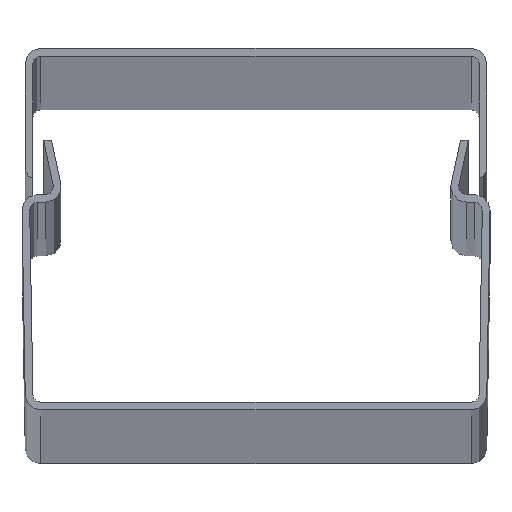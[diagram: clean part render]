
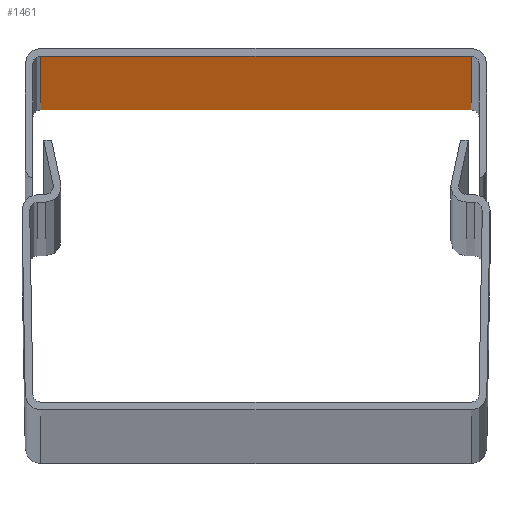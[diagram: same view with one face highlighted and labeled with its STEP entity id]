
A CAD part, top view. The second image highlights one B-rep face of the part: STEP entity #1461.
In plain terms, the highlighted planar face has unit normal (0, -1, 0).
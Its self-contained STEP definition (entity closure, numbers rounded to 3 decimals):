
#21 = CARTESIAN_POINT ( 'NONE',  ( 1., 8., 2000. ) ) ;
#42 = AXIS2_PLACEMENT_3D ( 'NONE', #1197, #1113, #1107 ) ;
#105 = CARTESIAN_POINT ( 'NONE',  ( 29., 8., 2000. ) ) ;
#107 = FACE_OUTER_BOUND ( 'NONE', #150, .T. ) ;
#132 = ORIENTED_EDGE ( 'NONE', *, *, #1515, .T. ) ;
#150 = EDGE_LOOP ( 'NONE', ( #132, #315, #391, #1446 ) ) ;
#276 = VECTOR ( 'NONE', #838, 1000. ) ;
#315 = ORIENTED_EDGE ( 'NONE', *, *, #536, .F. ) ;
#339 = LINE ( 'NONE', #403, #1669 ) ;
#367 = DIRECTION ( 'NONE',  ( 1., 0., 0. ) ) ;
#391 = ORIENTED_EDGE ( 'NONE', *, *, #1079, .F. ) ;
#403 = CARTESIAN_POINT ( 'NONE',  ( 1., 8., 2000. ) ) ;
#510 = CARTESIAN_POINT ( 'NONE',  ( 1., 8., 0. ) ) ;
#536 = EDGE_CURVE ( 'NONE', #1204, #1276, #1254, .T. ) ;
#682 = LINE ( 'NONE', #1017, #1615 ) ;
#838 = DIRECTION ( 'NONE',  ( 1., 0., 0. ) ) ;
#843 = CARTESIAN_POINT ( 'NONE',  ( 1., 8., 0. ) ) ;
#1017 = CARTESIAN_POINT ( 'NONE',  ( 1., 8., 2000. ) ) ;
#1062 = DIRECTION ( 'NONE',  ( 0., 0., -1. ) ) ;
#1079 = EDGE_CURVE ( 'NONE', #1235, #1204, #339, .T. ) ;
#1107 = DIRECTION ( 'NONE',  ( 0., 0., 1. ) ) ;
#1113 = DIRECTION ( 'NONE',  ( 0., 1., 0. ) ) ;
#1132 = PLANE ( 'NONE',  #42 ) ;
#1197 = CARTESIAN_POINT ( 'NONE',  ( 1., 8., 2000. ) ) ;
#1204 = VERTEX_POINT ( 'NONE', #105 ) ;
#1235 = VERTEX_POINT ( 'NONE', #21 ) ;
#1254 = LINE ( 'NONE', #1295, #1534 ) ;
#1276 = VERTEX_POINT ( 'NONE', #1543 ) ;
#1286 = LINE ( 'NONE', #843, #276 ) ;
#1292 = DIRECTION ( 'NONE',  ( 0., 0., -1. ) ) ;
#1295 = CARTESIAN_POINT ( 'NONE',  ( 29., 8., 2000. ) ) ;
#1446 = ORIENTED_EDGE ( 'NONE', *, *, #1476, .T. ) ;
#1461 = ADVANCED_FACE ( 'NONE', ( #107 ), #1132, .F. ) ;
#1476 = EDGE_CURVE ( 'NONE', #1235, #1585, #682, .T. ) ;
#1515 = EDGE_CURVE ( 'NONE', #1585, #1276, #1286, .T. ) ;
#1534 = VECTOR ( 'NONE', #1292, 1000. ) ;
#1543 = CARTESIAN_POINT ( 'NONE',  ( 29., 8., 0. ) ) ;
#1585 = VERTEX_POINT ( 'NONE', #510 ) ;
#1615 = VECTOR ( 'NONE', #1062, 1000. ) ;
#1669 = VECTOR ( 'NONE', #367, 1000. ) ;
